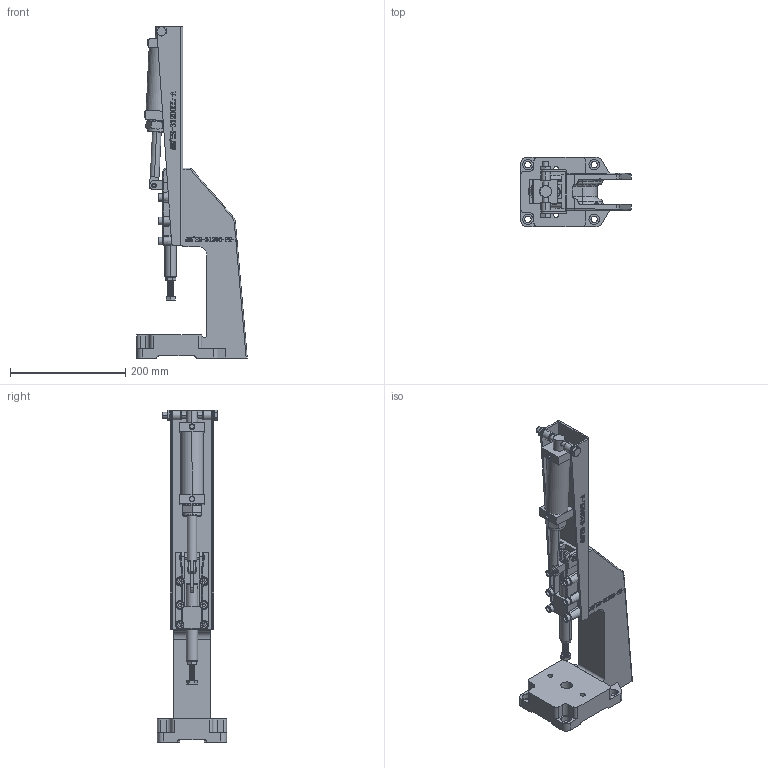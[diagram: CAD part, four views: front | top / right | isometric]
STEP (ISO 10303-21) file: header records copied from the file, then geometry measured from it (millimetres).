
FILE_DESCRIPTION (( 'STEP AP203' ), '1' );
FILE_NAME ('HS-31200PR-A .STEP', '2019-10-11T06:02:27', ( '微软用户' ), ( '微软中国' ), 'SwSTEP 2.0', 'SolidWorks 2012', '' );
FILE_SCHEMA (( 'CONFIG_CONTROL_DESIGN' ));
Products named in the file (19): HS-31200PR-A ; hexagon thin nut (grades a and b) as_AS 1112.4 AB- M10-N; hex bolt gradec_as_AS 1111.1 - M10 x 70 x 70-WS; hexagon socket head cap screw_as_AS 1420 - M8 x 45-S; 盓殤菁釱; HS-31200HL-A 蚾饜极; 种杶; hex thin nuts-grades ab-chamfered gb_GB_FASTENER_NUT_STNAB M10-N; hexagon head bolts-full thread gb_GB_FASTENER_BOLT_STBAB A M10X90-N; 蚐詰; 挴裝; 种2; 种1; 蹟譫; 蟀裝2; 蟀裝; 活塞杆; 菁釱; 菁殤
Assembly tree (25 placements, depth 3):
  HS-31200PR-A 
    HS-31200HL-A 蚾饜极
      菁殤
      菁釱
      活塞杆
      蟀裝
      蟀裝2
      蹟譫
      种1  x2
      种2
      挴裝
      蚐詰
      hexagon head bolts-full thread gb_GB_FASTENER_BOLT_STBAB A M10X90-N
      hex thin nuts-grades ab-chamfered gb_GB_FASTENER_NUT_STNAB M10-N
      种杶  x2
    盓殤菁釱
    hexagon socket head cap screw_as_AS 1420 - M8 x 45-S  x6
    hex bolt gradec_as_AS 1111.1 - M10 x 70 x 70-WS
    hexagon thin nut (grades a and b) as_AS 1112.4 AB- M10-N
Bounding box: 192 x 120 x 576.74 mm (x, y, z)
Volume: 1747931.2 mm3; surface area: 400371.5 mm2
Topology: 24 solids, 24 shells, 2627 faces, 6395 edges, 3894 vertices
Faces by surface type: cone 791, plane 769, cylinder 665, bspline 378, torus 24
Entity records: 74405 total; most frequent: CARTESIAN_POINT 28869, ORIENTED_EDGE 9566, DIRECTION 8150, EDGE_CURVE 4783, VERTEX_POINT 3065, AXIS2_PLACEMENT_3D 2751, VECTOR 2648, LINE 2648
